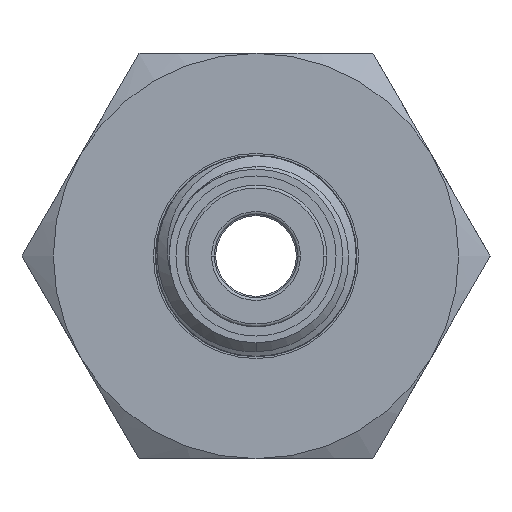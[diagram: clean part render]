
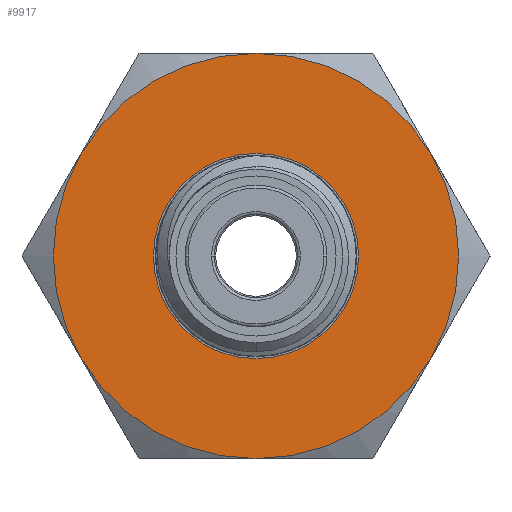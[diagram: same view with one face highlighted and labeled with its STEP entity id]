
A CAD part, left-side view. The second image highlights one B-rep face of the part: STEP entity #9917.
In plain terms, the highlighted planar face has unit normal (-1, 0, 0).
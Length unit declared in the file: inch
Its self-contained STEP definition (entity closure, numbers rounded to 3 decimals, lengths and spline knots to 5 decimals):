
#217 = EDGE_LOOP ( 'NONE', ( #3863, #7068, #8988, #16228, #4100, #7526 ) ) ;
#435 = CARTESIAN_POINT ( 'NONE',  ( -0.9445, -0.48714, -0.28125 ) ) ;
#588 = EDGE_CURVE ( 'NONE', #4937, #11926, #10229, .T. ) ;
#1102 = EDGE_CURVE ( 'NONE', #16053, #10488, #5027, .T. ) ;
#1244 = CARTESIAN_POINT ( 'NONE',  ( -0.9445, 0., 0. ) ) ;
#1682 = CARTESIAN_POINT ( 'NONE',  ( -0.9445, 0.48714, -0.28125 ) ) ;
#1745 = DIRECTION ( 'NONE',  ( 0., 0., -1. ) ) ;
#1862 = CARTESIAN_POINT ( 'NONE',  ( -0.9445, 0., 0. ) ) ;
#1875 = AXIS2_PLACEMENT_3D ( 'NONE', #14506, #14666, #14072 ) ;
#2829 = CARTESIAN_POINT ( 'NONE',  ( -0.9445, 0., 0.5625 ) ) ;
#2967 = CARTESIAN_POINT ( 'NONE',  ( -0.9445, -0.48714, 0.28125 ) ) ;
#3183 = DIRECTION ( 'NONE',  ( 1., 0., 0. ) ) ;
#3291 = CARTESIAN_POINT ( 'NONE',  ( -0.9445, 0., 0. ) ) ;
#3706 = ORIENTED_EDGE ( 'NONE', *, *, #588, .T. ) ;
#3722 = EDGE_CURVE ( 'NONE', #10488, #7020, #6638, .T. ) ;
#3745 = EDGE_CURVE ( 'NONE', #14657, #12411, #8034, .T. ) ;
#3863 = ORIENTED_EDGE ( 'NONE', *, *, #9429, .F. ) ;
#3911 = CARTESIAN_POINT ( 'NONE',  ( -0.9445, 0., -0.5625 ) ) ;
#4100 = ORIENTED_EDGE ( 'NONE', *, *, #3745, .F. ) ;
#4451 = AXIS2_PLACEMENT_3D ( 'NONE', #15757, #5660, #10839 ) ;
#4937 = VERTEX_POINT ( 'NONE', #9103 ) ;
#5027 = CIRCLE ( 'NONE', #10860, 0.5625 ) ;
#5060 = CIRCLE ( 'NONE', #14744, 0.5625 ) ;
#5660 = DIRECTION ( 'NONE',  ( 1., 0., 0. ) ) ;
#5861 = CIRCLE ( 'NONE', #10214, 0.28475 ) ;
#6397 = DIRECTION ( 'NONE',  ( 1., 0., 0. ) ) ;
#6638 = CIRCLE ( 'NONE', #4451, 0.5625 ) ;
#7020 = VERTEX_POINT ( 'NONE', #3911 ) ;
#7049 = DIRECTION ( 'NONE',  ( 1., 0., 0. ) ) ;
#7068 = ORIENTED_EDGE ( 'NONE', *, *, #3722, .F. ) ;
#7097 = VERTEX_POINT ( 'NONE', #1682 ) ;
#7371 = AXIS2_PLACEMENT_3D ( 'NONE', #13534, #14853, #10948 ) ;
#7526 = ORIENTED_EDGE ( 'NONE', *, *, #10697, .F. ) ;
#8034 = CIRCLE ( 'NONE', #7371, 0.5625 ) ;
#8164 = CARTESIAN_POINT ( 'NONE',  ( -0.9445, 0., 0. ) ) ;
#8685 = FACE_OUTER_BOUND ( 'NONE', #217, .T. ) ;
#8690 = DIRECTION ( 'NONE',  ( 1., 0., 0. ) ) ;
#8988 = ORIENTED_EDGE ( 'NONE', *, *, #1102, .F. ) ;
#9103 = CARTESIAN_POINT ( 'NONE',  ( -0.9445, 0., 0.28475 ) ) ;
#9262 = AXIS2_PLACEMENT_3D ( 'NONE', #13977, #6397, #10220 ) ;
#9381 = PLANE ( 'NONE',  #1875 ) ;
#9384 = CARTESIAN_POINT ( 'NONE',  ( -0.9445, 0., 0. ) ) ;
#9429 = EDGE_CURVE ( 'NONE', #7020, #7097, #11874, .T. ) ;
#9917 = ADVANCED_FACE ( 'NONE', ( #12053, #8685 ), #9381, .T. ) ;
#10214 = AXIS2_PLACEMENT_3D ( 'NONE', #3291, #14942, #11030 ) ;
#10220 = DIRECTION ( 'NONE',  ( 0., 0., -1. ) ) ;
#10229 = CIRCLE ( 'NONE', #12026, 0.28475 ) ;
#10488 = VERTEX_POINT ( 'NONE', #435 ) ;
#10697 = EDGE_CURVE ( 'NONE', #7097, #14657, #14409, .T. ) ;
#10737 = CARTESIAN_POINT ( 'NONE',  ( -0.9445, 0.48714, 0.28125 ) ) ;
#10839 = DIRECTION ( 'NONE',  ( 0., 0., -1. ) ) ;
#10860 = AXIS2_PLACEMENT_3D ( 'NONE', #1862, #12055, #13312 ) ;
#10883 = EDGE_LOOP ( 'NONE', ( #12669, #3706 ) ) ;
#10948 = DIRECTION ( 'NONE',  ( 0., 0., -1. ) ) ;
#11030 = DIRECTION ( 'NONE',  ( 0., 0., -1. ) ) ;
#11406 = DIRECTION ( 'NONE',  ( 0., 0., -1. ) ) ;
#11816 = AXIS2_PLACEMENT_3D ( 'NONE', #9384, #3183, #1745 ) ;
#11874 = CIRCLE ( 'NONE', #9262, 0.5625 ) ;
#11926 = VERTEX_POINT ( 'NONE', #14399 ) ;
#12026 = AXIS2_PLACEMENT_3D ( 'NONE', #1244, #8690, #11406 ) ;
#12053 = FACE_BOUND ( 'NONE', #10883, .T. ) ;
#12055 = DIRECTION ( 'NONE',  ( 1., 0., 0. ) ) ;
#12411 = VERTEX_POINT ( 'NONE', #2829 ) ;
#12669 = ORIENTED_EDGE ( 'NONE', *, *, #13789, .T. ) ;
#13312 = DIRECTION ( 'NONE',  ( 0., 0., -1. ) ) ;
#13534 = CARTESIAN_POINT ( 'NONE',  ( -0.9445, 0., 0. ) ) ;
#13789 = EDGE_CURVE ( 'NONE', #11926, #4937, #5861, .T. ) ;
#13977 = CARTESIAN_POINT ( 'NONE',  ( -0.9445, 0., 0. ) ) ;
#14072 = DIRECTION ( 'NONE',  ( 0., 0., 1. ) ) ;
#14225 = EDGE_CURVE ( 'NONE', #12411, #16053, #5060, .T. ) ;
#14399 = CARTESIAN_POINT ( 'NONE',  ( -0.9445, 0., -0.28475 ) ) ;
#14409 = CIRCLE ( 'NONE', #11816, 0.5625 ) ;
#14506 = CARTESIAN_POINT ( 'NONE',  ( -0.9445, 0.28475, 0. ) ) ;
#14657 = VERTEX_POINT ( 'NONE', #10737 ) ;
#14666 = DIRECTION ( 'NONE',  ( -1., 0., 0. ) ) ;
#14710 = DIRECTION ( 'NONE',  ( 0., 0., -1. ) ) ;
#14744 = AXIS2_PLACEMENT_3D ( 'NONE', #8164, #7049, #14710 ) ;
#14853 = DIRECTION ( 'NONE',  ( 1., 0., 0. ) ) ;
#14942 = DIRECTION ( 'NONE',  ( 1., 0., 0. ) ) ;
#15757 = CARTESIAN_POINT ( 'NONE',  ( -0.9445, 0., 0. ) ) ;
#16053 = VERTEX_POINT ( 'NONE', #2967 ) ;
#16228 = ORIENTED_EDGE ( 'NONE', *, *, #14225, .F. ) ;
